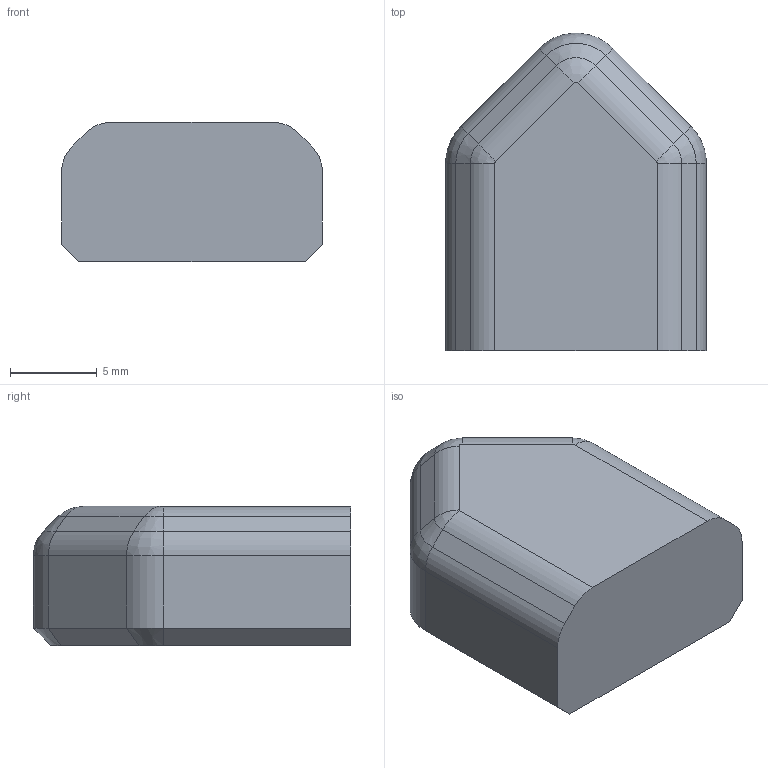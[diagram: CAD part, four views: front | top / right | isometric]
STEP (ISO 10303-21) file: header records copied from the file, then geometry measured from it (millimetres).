
FILE_DESCRIPTION((''),'2;1');
FILE_NAME('WRIST004','2017-08-17T',('honkans5'),(''),'CREO PARAMETRIC BY PTC INC, 2015200','CREO PARAMETRIC BY PTC INC, 2015200','');
FILE_SCHEMA(('CONFIG_CONTROL_DESIGN'));
Length unit declared in the file: millimetre
Products named in the file (1): WRIST004
Bounding box: 15 x 18.25 x 8 mm (x, y, z)
Volume: 1760.1 mm3; surface area: 844.6 mm2
Topology: 1 solids, 1 shells, 38 faces, 84 edges, 48 vertices
Faces by surface type: plane 15, cylinder 11, cone 6, bspline 6
Entity records: 1134 total; most frequent: CARTESIAN_POINT 260, DIRECTION 182, ORIENTED_EDGE 168, EDGE_CURVE 84, AXIS2_PLACEMENT_3D 66, VECTOR 50, LINE 50, VERTEX_POINT 48
